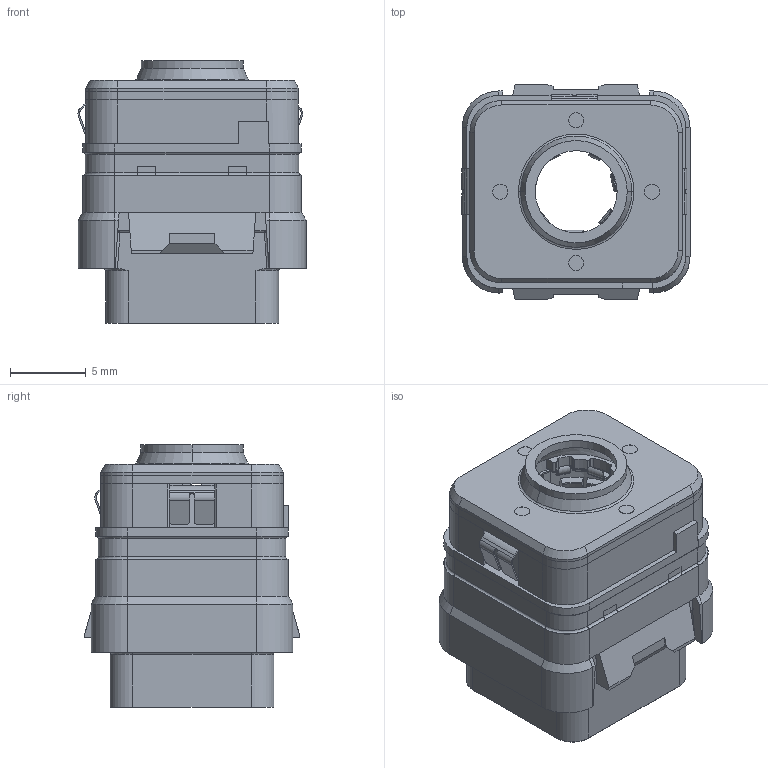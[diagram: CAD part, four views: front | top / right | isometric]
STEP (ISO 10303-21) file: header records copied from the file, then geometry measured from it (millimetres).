
FILE_DESCRIPTION((''),'2;1');
FILE_NAME('3350_7580_502_ASM','2020-01-09T',('presta_be4'),(''),'CREO PARAMETRIC BY PTC INC, 2018360','CREO PARAMETRIC BY PTC INC, 2018360','');
FILE_SCHEMA(('CONFIG_CONTROL_DESIGN'));
Length unit declared in the file: millimetre
Products named in the file (9): 3351_0365_301_AF16; 3351_1128_704_AF0; 3351_1128_027; 3351_1128_027_AF2_ASM; 3351_0128_027_ASM; 3351_0370_301_AF0; 3350_75XX_502_SU_AF0; CLI-2326_AF0; 3350_7580_502_ASM
Assembly tree (8 placements, depth 4):
  3350_7580_502_ASM
    3351_0365_301_AF16
    3351_0128_027_ASM
      3351_1128_027_AF2_ASM
        3351_1128_704_AF0
        3351_1128_027
    3351_0370_301_AF0
    3350_75XX_502_SU_AF0
    CLI-2326_AF0
Bounding box: 15.02 x 14.15 x 17.3 mm (x, y, z)
Volume: 1683.3 mm3; surface area: 3452.3 mm2
Topology: 5 solids, 5 shells, 920 faces, 2448 edges, 1552 vertices
Faces by surface type: cylinder 400, plane 392, torus 47, cone 41, bspline 20, sphere 20
Entity records: 31836 total; most frequent: CARTESIAN_POINT 8347, DIRECTION 4988, ORIENTED_EDGE 4896, EDGE_CURVE 2448, AXIS2_PLACEMENT_3D 1794, VERTEX_POINT 1552, VECTOR 1400, LINE 1400
